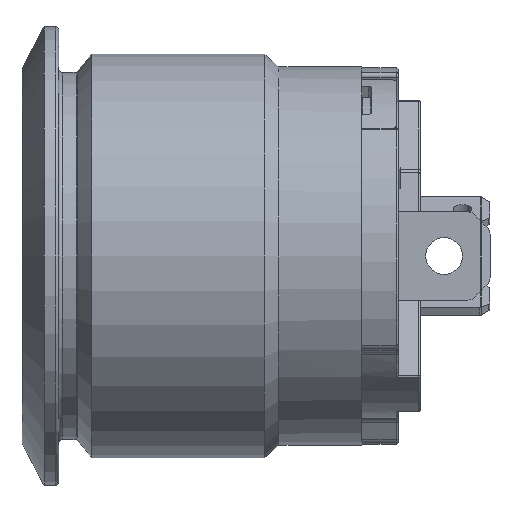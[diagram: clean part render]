
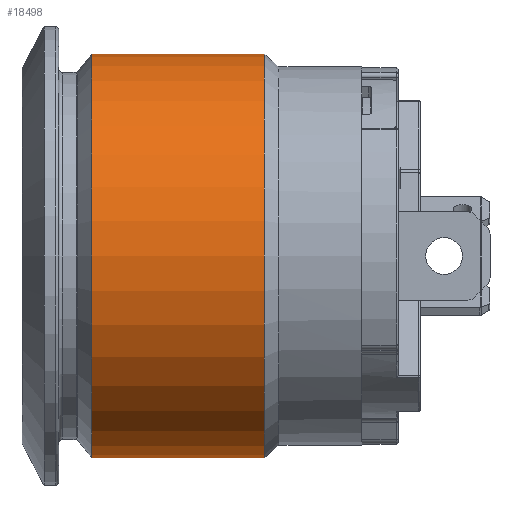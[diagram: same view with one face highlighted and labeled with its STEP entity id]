
A CAD part, front view. The second image highlights one B-rep face of the part: STEP entity #18498.
In plain terms, the highlighted cylindrical face has radius 11 mm (diameter 22 mm), a full revolution.
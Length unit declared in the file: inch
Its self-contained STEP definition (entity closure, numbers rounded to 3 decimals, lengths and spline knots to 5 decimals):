
#1157=FACE_OUTER_BOUND('',#2220,.T.);
#2220=EDGE_LOOP('',(#12782,#12783,#12784,#12785,#12786,#12787));
#3399=LINE('',#27472,#5202);
#5202=VECTOR('',#21822,0.43307);
#6916=CIRCLE('',#19653,0.43307);
#6917=CIRCLE('',#19654,0.43307);
#6918=CIRCLE('',#19656,0.43307);
#6919=CIRCLE('',#19657,0.43307);
#7850=VERTEX_POINT('',#27465);
#7851=VERTEX_POINT('',#27466);
#7852=VERTEX_POINT('',#27471);
#7853=VERTEX_POINT('',#27473);
#9750=EDGE_CURVE('',#7850,#7851,#6916,.T.);
#9752=EDGE_CURVE('',#7851,#7850,#6917,.T.);
#9753=EDGE_CURVE('',#7851,#7852,#3399,.T.);
#9754=EDGE_CURVE('',#7852,#7853,#6918,.T.);
#9755=EDGE_CURVE('',#7853,#7852,#6919,.T.);
#12782=ORIENTED_EDGE('',*,*,#9750,.T.);
#12783=ORIENTED_EDGE('',*,*,#9753,.T.);
#12784=ORIENTED_EDGE('',*,*,#9754,.T.);
#12785=ORIENTED_EDGE('',*,*,#9755,.T.);
#12786=ORIENTED_EDGE('',*,*,#9753,.F.);
#12787=ORIENTED_EDGE('',*,*,#9752,.T.);
#18158=CYLINDRICAL_SURFACE('',#19655,0.43307);
#18498=ADVANCED_FACE('',(#1157),#18158,.T.);
#19653=AXIS2_PLACEMENT_3D('',#27467,#21815,#21816);
#19654=AXIS2_PLACEMENT_3D('',#27469,#21818,#21819);
#19655=AXIS2_PLACEMENT_3D('',#27470,#21820,#21821);
#19656=AXIS2_PLACEMENT_3D('',#27474,#21823,#21824);
#19657=AXIS2_PLACEMENT_3D('',#27475,#21825,#21826);
#21815=DIRECTION('center_axis',(1.,0.,0.));
#21816=DIRECTION('ref_axis',(0.,-0.326,0.945));
#21818=DIRECTION('center_axis',(1.,0.,0.));
#21819=DIRECTION('ref_axis',(0.,-0.326,0.945));
#21820=DIRECTION('center_axis',(-1.,0.,0.));
#21821=DIRECTION('ref_axis',(0.,0.,
-1.));
#21822=DIRECTION('',(1.,0.,0.));
#21823=DIRECTION('center_axis',(-1.,0.,0.));
#21824=DIRECTION('ref_axis',(0.,-1.,0.));
#21825=DIRECTION('center_axis',(-1.,0.,0.));
#21826=DIRECTION('ref_axis',(0.,-1.,0.));
#27465=CARTESIAN_POINT('',(0.07087,-0.43307,0.));
#27466=CARTESIAN_POINT('',(0.07087,0.,0.43307));
#27467=CARTESIAN_POINT('Origin',(0.07087,0.,
0.));
#27469=CARTESIAN_POINT('Origin',(0.07087,0.,
0.));
#27470=CARTESIAN_POINT('Origin',(0.68602,0.,
0.));
#27471=CARTESIAN_POINT('',(0.44094,0.,0.43307));
#27472=CARTESIAN_POINT('',(0.68602,0.,0.43307));
#27473=CARTESIAN_POINT('',(0.44094,0.43307,0.));
#27474=CARTESIAN_POINT('Origin',(0.44094,0.,
0.));
#27475=CARTESIAN_POINT('Origin',(0.44094,0.,
0.));
